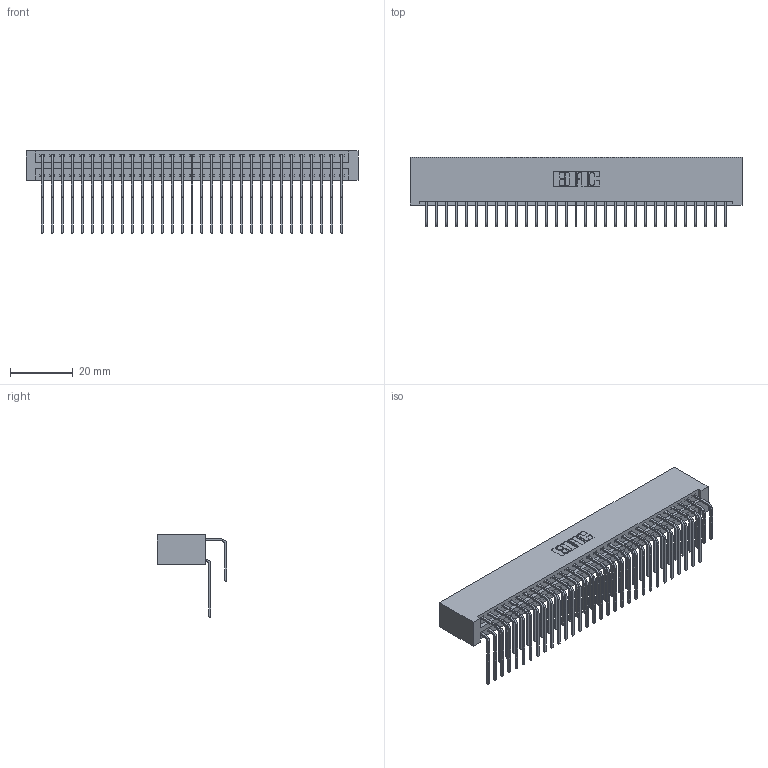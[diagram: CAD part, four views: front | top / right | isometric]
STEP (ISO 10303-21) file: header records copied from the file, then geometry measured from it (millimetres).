
FILE_DESCRIPTION (( 'STEP AP203' ), '1' );
FILE_NAME ('396-062-558-201.STEP', '2019-11-03T09:57:45', ( '' ), ( '' ), 'SwSTEP 2.0', 'SolidWorks 2016', '' );
FILE_SCHEMA (( 'CONFIG_CONTROL_DESIGN' ));
Length unit declared in the file: inch
Products named in the file (4): 345-292-001_558 Tail - 2; 345-292-001_558 559 Tail - 1; 346 Part_No Mounting Lugs; 396-062-558-201
Assembly tree (63 placements, depth 2):
  396-062-558-201
    346 Part_No Mounting Lugs
    345-292-001_558 559 Tail - 1  x31
    345-292-001_558 Tail - 2  x31
Bounding box: 105.66 x 22.16 x 26.16 mm (x, y, z)
Volume: 11149.1 mm3; surface area: 17031.3 mm2
Topology: 63 solids, 63 shells, 3462 faces, 10287 edges, 6774 vertices
Faces by surface type: plane 2366, cylinder 1096
Entity records: 23219 total; most frequent: CARTESIAN_POINT 3891, ORIENTED_EDGE 3774, DIRECTION 3447, EDGE_CURVE 1887, LINE 1599, VECTOR 1599, VERTEX_POINT 1254, AXIS2_PLACEMENT_3D 924
